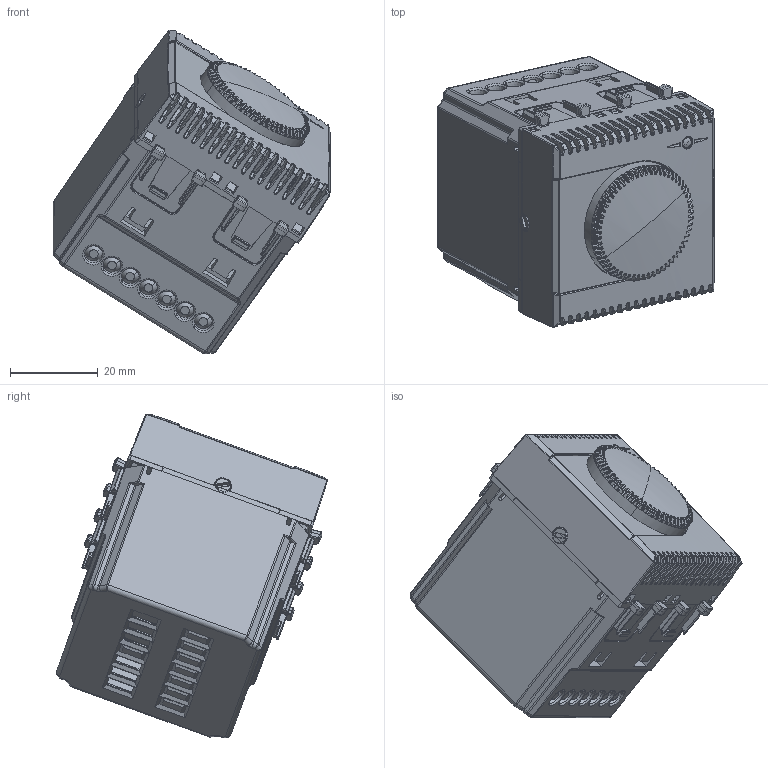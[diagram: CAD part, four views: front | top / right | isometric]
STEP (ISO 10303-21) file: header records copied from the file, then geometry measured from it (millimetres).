
FILE_DESCRIPTION(('CATIA V5 STEP Exchange'),'2;1');
FILE_NAME('442079.stp','2024-02-22T14:46:29+00:00',('none'),('none'),'CATIA Version 5-6 Release 2016 SP6','CATIA V5 STEP AP203','none');
FILE_SCHEMA(('CONFIG_CONTROL_DESIGN'));
Products named in the file (1): 442079
Assembly tree (15 placements, depth 2):
  442079
    #57
    #25015
    #124266
    #124679
    #127050
    #127219
    #129010
    #163612
    #169429
    #170657  x6
Bounding box: 63.36 x 62 x 74.02 mm (x, y, z)
Volume: 28526.1 mm3; surface area: 43126.9 mm2
Topology: 18 solids, 18 shells, 4092 faces, 10841 edges, 6500 vertices
Faces by surface type: plane 1641, cylinder 1079, bspline 598, cone 434, sphere 231, torus 109
Entity records: 171320 total; most frequent: CARTESIAN_POINT 89370, ORIENTED_EDGE 20632, DIRECTION 10712, EDGE_CURVE 10316, VERTEX_POINT 6328, B_SPLINE_CURVE_WITH_KNOTS 4399, VECTOR 4210, LINE 4210
